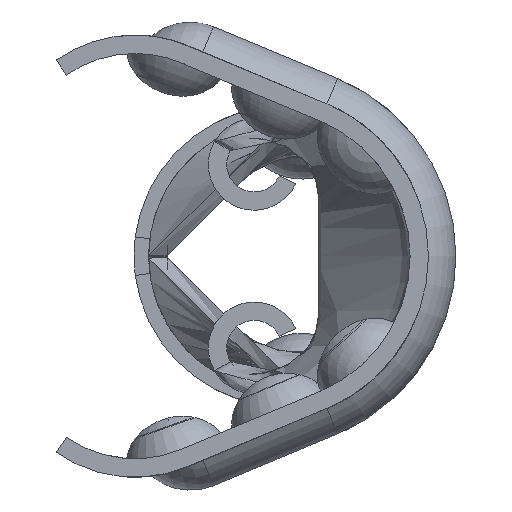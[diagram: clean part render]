
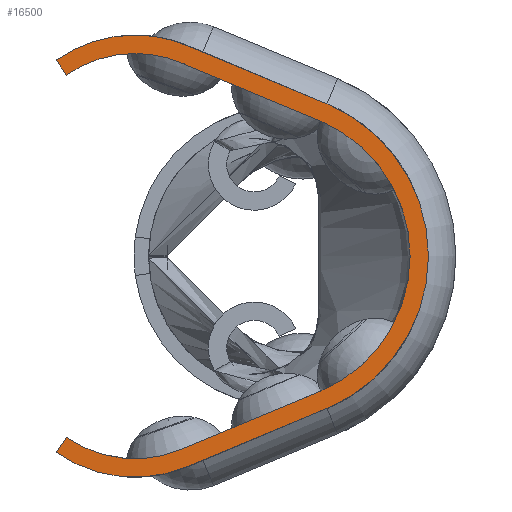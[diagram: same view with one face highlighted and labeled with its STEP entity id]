
A CAD part, left-side view. The second image highlights one B-rep face of the part: STEP entity #16500.
In plain terms, the highlighted planar face has unit normal (-1, 0, 0).
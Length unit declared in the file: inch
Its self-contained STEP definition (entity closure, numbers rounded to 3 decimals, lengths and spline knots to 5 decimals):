
#64 = ORIENTED_EDGE ( 'NONE', *, *, #20249, .F. ) ;
#403 = ORIENTED_EDGE ( 'NONE', *, *, #15934, .F. ) ;
#536 = CARTESIAN_POINT ( 'NONE',  ( 0., -0.06168, -0.14763 ) ) ;
#701 = EDGE_LOOP ( 'NONE', ( #7418, #801, #16079, #13619, #403, #17934, #5009, #13115, #2489, #15524, #64, #14422, #20068, #20711 ) ) ;
#801 = ORIENTED_EDGE ( 'NONE', *, *, #6063, .F. ) ;
#923 = AXIS2_PLACEMENT_3D ( 'NONE', #5026, #11598, #18200 ) ;
#1202 = CARTESIAN_POINT ( 'NONE',  ( 0., 0.14, -0.091 ) ) ;
#1313 = VERTEX_POINT ( 'NONE', #6174 ) ;
#1474 = DIRECTION ( 'NONE',  ( 0., -0.923, -0.385 ) ) ;
#1644 = VERTEX_POINT ( 'NONE', #17226 ) ;
#1812 = VERTEX_POINT ( 'NONE', #4675 ) ;
#1857 = VERTEX_POINT ( 'NONE', #17300 ) ;
#2109 = AXIS2_PLACEMENT_3D ( 'NONE', #7111, #13714, #20293 ) ;
#2155 = EDGE_CURVE ( 'NONE', #1313, #15162, #14140, .T. ) ;
#2219 = DIRECTION ( 'NONE',  ( 0., 0., -1. ) ) ;
#2489 = ORIENTED_EDGE ( 'NONE', *, *, #11438, .F. ) ;
#2546 = CARTESIAN_POINT ( 'NONE',  ( 0., 0.14, 0.241 ) ) ;
#2589 = AXIS2_PLACEMENT_3D ( 'NONE', #1202, #7726, #14325 ) ;
#2699 = DIRECTION ( 'NONE',  ( 0., 0., 1. ) ) ;
#2833 = DIRECTION ( 'NONE',  ( 0., 0.573, 0.819 ) ) ;
#2984 = AXIS2_PLACEMENT_3D ( 'NONE', #10384, #16980, #2219 ) ;
#3364 = VERTEX_POINT ( 'NONE', #20308 ) ;
#3415 = DIRECTION ( 'NONE',  ( 0., 0., -1. ) ) ;
#3565 = CIRCLE ( 'NONE', #15629, 0.15 ) ;
#4003 = VECTOR ( 'NONE', #10655, 39.37008 ) ;
#4096 = CARTESIAN_POINT ( 'NONE',  ( 0., -0.06168, 0.14763 ) ) ;
#4675 = CARTESIAN_POINT ( 'NONE',  ( 0., 0.08989, 0.21095 ) ) ;
#4681 = LINE ( 'NONE', #16235, #7736 ) ;
#5009 = ORIENTED_EDGE ( 'NONE', *, *, #12731, .F. ) ;
#5021 = PLANE ( 'NONE',  #6644 ) ;
#5026 = CARTESIAN_POINT ( 'NONE',  ( 0., 0.14, 0.091 ) ) ;
#5229 = CARTESIAN_POINT ( 'NONE',  ( 0., -0.06168, 0.14763 ) ) ;
#5569 = DIRECTION ( 'NONE',  ( -1., 0., 0. ) ) ;
#5898 = DIRECTION ( 'NONE',  ( 0., 0., 1. ) ) ;
#5992 = AXIS2_PLACEMENT_3D ( 'NONE', #20359, #5569, #12149 ) ;
#6025 = CIRCLE ( 'NONE', #18095, 0.13 ) ;
#6063 = EDGE_CURVE ( 'NONE', #1644, #20321, #15280, .T. ) ;
#6102 = DIRECTION ( 'NONE',  ( 0., -0.573, 0.819 ) ) ;
#6123 = CARTESIAN_POINT ( 'NONE',  ( 0., 0.08218, 0.22941 ) ) ;
#6174 = CARTESIAN_POINT ( 'NONE',  ( 0., 0.22602, 0.21388 ) ) ;
#6300 = CARTESIAN_POINT ( 'NONE',  ( 0., 0.14, -0.091 ) ) ;
#6522 = CARTESIAN_POINT ( 'NONE',  ( 0., -0.06939, -0.16609 ) ) ;
#6644 = AXIS2_PLACEMENT_3D ( 'NONE', #11593, #18196, #3415 ) ;
#7044 = VERTEX_POINT ( 'NONE', #7510 ) ;
#7061 = DIRECTION ( 'NONE',  ( 0., -0.923, 0.385 ) ) ;
#7111 = CARTESIAN_POINT ( 'NONE',  ( 0., 0.14, 0.091 ) ) ;
#7418 = ORIENTED_EDGE ( 'NONE', *, *, #17837, .F. ) ;
#7505 = CARTESIAN_POINT ( 'NONE',  ( 0., 0.22602, -0.21388 ) ) ;
#7510 = CARTESIAN_POINT ( 'NONE',  ( 0., 0.14, 0.221 ) ) ;
#7726 = DIRECTION ( 'NONE',  ( -1., 0., 0. ) ) ;
#7736 = VECTOR ( 'NONE', #1474, 39.37008 ) ;
#8935 = LINE ( 'NONE', #4096, #4003 ) ;
#9002 = CARTESIAN_POINT ( 'NONE',  ( 0., 0.21455, -0.1975 ) ) ;
#9562 = EDGE_CURVE ( 'NONE', #11537, #1857, #4681, .T. ) ;
#9886 = CIRCLE ( 'NONE', #19210, 0.15 ) ;
#10023 = CARTESIAN_POINT ( 'NONE',  ( 0., 0.08218, -0.22941 ) ) ;
#10180 = CIRCLE ( 'NONE', #923, 0.13 ) ;
#10384 = CARTESIAN_POINT ( 'NONE',  ( 0., 0., 0. ) ) ;
#10655 = DIRECTION ( 'NONE',  ( 0., 0.923, 0.385 ) ) ;
#10868 = CARTESIAN_POINT ( 'NONE',  ( 0., 0.14, 0.091 ) ) ;
#11010 = LINE ( 'NONE', #17611, #20505 ) ;
#11438 = EDGE_CURVE ( 'NONE', #15162, #11537, #9886, .T. ) ;
#11537 = VERTEX_POINT ( 'NONE', #6123 ) ;
#11593 = CARTESIAN_POINT ( 'NONE',  ( 0., 0., 0. ) ) ;
#11598 = DIRECTION ( 'NONE',  ( -1., 0., 0. ) ) ;
#11867 = CIRCLE ( 'NONE', #2589, 0.13 ) ;
#11997 = EDGE_CURVE ( 'NONE', #19797, #16712, #14302, .T. ) ;
#12149 = DIRECTION ( 'NONE',  ( 0., 0., -1. ) ) ;
#12731 = EDGE_CURVE ( 'NONE', #1857, #3364, #17161, .T. ) ;
#12891 = DIRECTION ( 'NONE',  ( 1., 0., 0. ) ) ;
#13115 = ORIENTED_EDGE ( 'NONE', *, *, #9562, .F. ) ;
#13116 = DIRECTION ( 'NONE',  ( 0., 0.923, -0.385 ) ) ;
#13298 = EDGE_CURVE ( 'NONE', #3364, #19439, #21322, .T. ) ;
#13378 = VECTOR ( 'NONE', #7061, 39.37008 ) ;
#13619 = ORIENTED_EDGE ( 'NONE', *, *, #11997, .F. ) ;
#13714 = DIRECTION ( 'NONE',  ( 1., 0., 0. ) ) ;
#14111 = CARTESIAN_POINT ( 'NONE',  ( 0., 0.14, 0.091 ) ) ;
#14140 = CIRCLE ( 'NONE', #2109, 0.15 ) ;
#14302 = LINE ( 'NONE', #20893, #15065 ) ;
#14325 = DIRECTION ( 'NONE',  ( 0., 0., -1. ) ) ;
#14422 = ORIENTED_EDGE ( 'NONE', *, *, #19822, .F. ) ;
#15027 = VERTEX_POINT ( 'NONE', #5229 ) ;
#15065 = VECTOR ( 'NONE', #6102, 39.37008 ) ;
#15099 = VECTOR ( 'NONE', #13116, 39.37008 ) ;
#15162 = VERTEX_POINT ( 'NONE', #2546 ) ;
#15280 = LINE ( 'NONE', #536, #13378 ) ;
#15315 = CIRCLE ( 'NONE', #5992, 0.16 ) ;
#15524 = ORIENTED_EDGE ( 'NONE', *, *, #2155, .F. ) ;
#15629 = AXIS2_PLACEMENT_3D ( 'NONE', #6300, #12891, #19472 ) ;
#15694 = VERTEX_POINT ( 'NONE', #18867 ) ;
#15934 = EDGE_CURVE ( 'NONE', #19439, #19797, #3565, .T. ) ;
#16079 = ORIENTED_EDGE ( 'NONE', *, *, #18586, .F. ) ;
#16235 = CARTESIAN_POINT ( 'NONE',  ( 0., -0.06939, 0.16609 ) ) ;
#16500 = ADVANCED_FACE ( 'NONE', ( #19795 ), #5021, .F. ) ;
#16712 = VERTEX_POINT ( 'NONE', #9002 ) ;
#16980 = DIRECTION ( 'NONE',  ( 1., 0., 0. ) ) ;
#17161 = CIRCLE ( 'NONE', #2984, 0.18 ) ;
#17226 = CARTESIAN_POINT ( 'NONE',  ( 0., 0.08989, -0.21095 ) ) ;
#17300 = CARTESIAN_POINT ( 'NONE',  ( 0., -0.06939, 0.16609 ) ) ;
#17478 = DIRECTION ( 'NONE',  ( 1., 0., 0. ) ) ;
#17611 = CARTESIAN_POINT ( 'NONE',  ( 0., 0.22602, 0.21388 ) ) ;
#17837 = EDGE_CURVE ( 'NONE', #20321, #15027, #15315, .T. ) ;
#17934 = ORIENTED_EDGE ( 'NONE', *, *, #13298, .F. ) ;
#18095 = AXIS2_PLACEMENT_3D ( 'NONE', #14111, #20690, #5898 ) ;
#18196 = DIRECTION ( 'NONE',  ( 1., 0., 0. ) ) ;
#18200 = DIRECTION ( 'NONE',  ( 0., 0., 1. ) ) ;
#18586 = EDGE_CURVE ( 'NONE', #16712, #1644, #11867, .T. ) ;
#18867 = CARTESIAN_POINT ( 'NONE',  ( 0., 0.21455, 0.1975 ) ) ;
#19210 = AXIS2_PLACEMENT_3D ( 'NONE', #10868, #17478, #2699 ) ;
#19439 = VERTEX_POINT ( 'NONE', #10023 ) ;
#19472 = DIRECTION ( 'NONE',  ( 0., 0., -1. ) ) ;
#19795 = FACE_OUTER_BOUND ( 'NONE', #701, .T. ) ;
#19797 = VERTEX_POINT ( 'NONE', #7505 ) ;
#19822 = EDGE_CURVE ( 'NONE', #7044, #15694, #6025, .T. ) ;
#20068 = ORIENTED_EDGE ( 'NONE', *, *, #21140, .F. ) ;
#20072 = CARTESIAN_POINT ( 'NONE',  ( 0., -0.06168, -0.14763 ) ) ;
#20249 = EDGE_CURVE ( 'NONE', #15694, #1313, #11010, .T. ) ;
#20293 = DIRECTION ( 'NONE',  ( 0., 0., 1. ) ) ;
#20308 = CARTESIAN_POINT ( 'NONE',  ( 0., -0.06939, -0.16609 ) ) ;
#20321 = VERTEX_POINT ( 'NONE', #20072 ) ;
#20359 = CARTESIAN_POINT ( 'NONE',  ( 0., 0., 0. ) ) ;
#20505 = VECTOR ( 'NONE', #2833, 39.37008 ) ;
#20690 = DIRECTION ( 'NONE',  ( -1., 0., 0. ) ) ;
#20711 = ORIENTED_EDGE ( 'NONE', *, *, #20934, .F. ) ;
#20893 = CARTESIAN_POINT ( 'NONE',  ( 0., 0.22602, -0.21388 ) ) ;
#20934 = EDGE_CURVE ( 'NONE', #15027, #1812, #8935, .T. ) ;
#21140 = EDGE_CURVE ( 'NONE', #1812, #7044, #10180, .T. ) ;
#21322 = LINE ( 'NONE', #6522, #15099 ) ;
